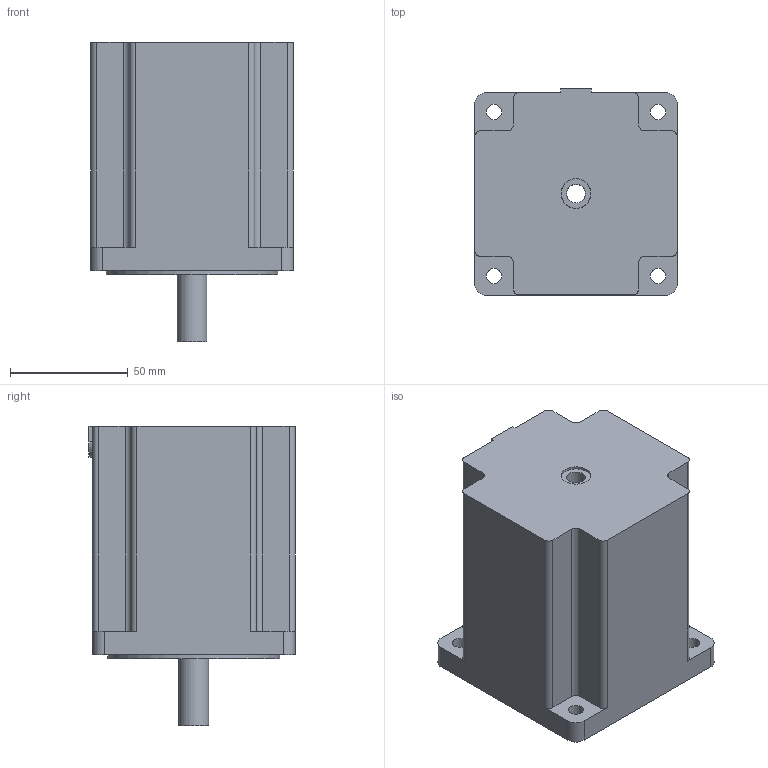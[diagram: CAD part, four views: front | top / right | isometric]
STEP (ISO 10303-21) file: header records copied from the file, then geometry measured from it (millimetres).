
FILE_DESCRIPTION(/* description */ ('Alibre Inc.'),/* implementation_level */ '2;1');
FILE_NAME(/* name */ 'export-E27B37B5-EF72-4D75-964A-03245E7AC021',/* time_stamp */ '2021-04-08T11:59:56-04:00',/* author */ (''),/* organization */ (''),/* preprocessor_version */ 'ST-DEVELOPER v17',/* originating_system */ 'Alibre',/* authorisation */ '');
FILE_SCHEMA (('CONFIG_CONTROL_DESIGN'));
Length unit declared in the file: centimetre
Bounding box: 86 x 87.5 x 127 mm (x, y, z)
Volume: 625539.9 mm3; surface area: 59920.4 mm2
Topology: 2 solids, 2 shells, 51 faces, 140 edges, 95 vertices
Faces by surface type: cylinder 26, plane 25
Full cylindrical faces by diameter (mm): 6.5 x4, 8 x2, 12.6 x1, 12.7 x1, 73 x1
Entity records: 1630 total; most frequent: CARTESIAN_POINT 265, DIRECTION 253, ORIENTED_EDGE 252, EDGE_CURVE 126, AXIS2_PLACEMENT_3D 102, VERTEX_POINT 90, EDGE_LOOP 74, FACE_BOUND 74
